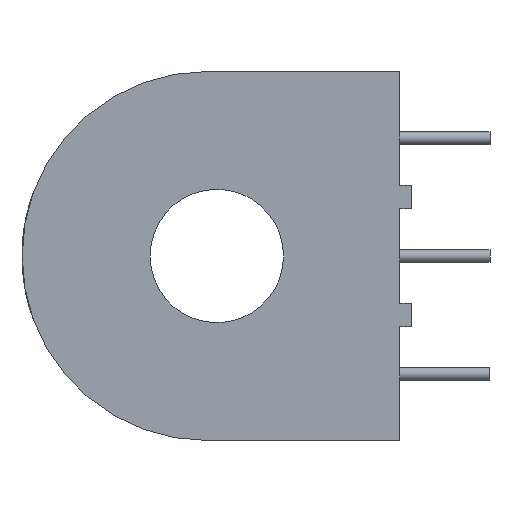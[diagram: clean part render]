
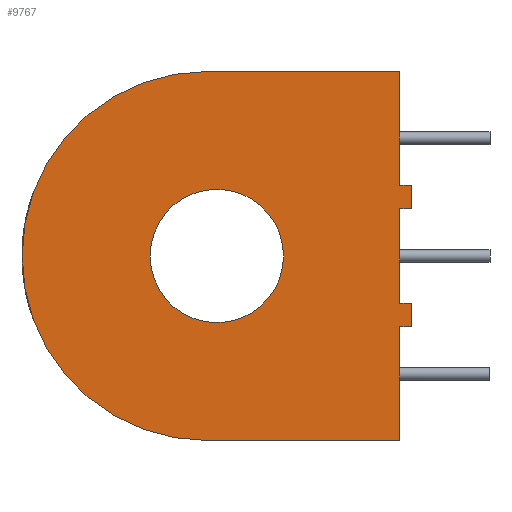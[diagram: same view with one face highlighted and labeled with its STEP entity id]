
A CAD part, left-side view. The second image highlights one B-rep face of the part: STEP entity #9767.
In plain terms, the highlighted planar face has unit normal (-1, 0, 0).
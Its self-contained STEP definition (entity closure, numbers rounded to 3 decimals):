
#143 = CARTESIAN_POINT ( 'NONE',  ( -6., -12.4, -4.5 ) ) ;
#208 = EDGE_CURVE ( 'NONE', #413, #12579, #3347, .T. ) ;
#269 = DIRECTION ( 'NONE',  ( 0., 1., 0. ) ) ;
#386 = EDGE_CURVE ( 'NONE', #13314, #10323, #5716, .T. ) ;
#413 = VERTEX_POINT ( 'NONE', #6842 ) ;
#827 = VERTEX_POINT ( 'NONE', #2212 ) ;
#875 = CARTESIAN_POINT ( 'NONE',  ( -6., -12.4, -3. ) ) ;
#1362 = CARTESIAN_POINT ( 'NONE',  ( -6., -11.65, 3. ) ) ;
#1365 = CARTESIAN_POINT ( 'NONE',  ( -6., -11.65, 11.75 ) ) ;
#1398 = CARTESIAN_POINT ( 'NONE',  ( -6., 0., 0. ) ) ;
#2079 = VECTOR ( 'NONE', #15652, 1000. ) ;
#2212 = CARTESIAN_POINT ( 'NONE',  ( -6., -12.4, -3. ) ) ;
#2237 = ORIENTED_EDGE ( 'NONE', *, *, #208, .F. ) ;
#2296 = CARTESIAN_POINT ( 'NONE',  ( -6., -11.65, -4.5 ) ) ;
#2508 = ORIENTED_EDGE ( 'NONE', *, *, #15745, .T. ) ;
#2569 = ORIENTED_EDGE ( 'NONE', *, *, #10773, .T. ) ;
#2705 = DIRECTION ( 'NONE',  ( 0., 0., -1. ) ) ;
#2885 = CARTESIAN_POINT ( 'NONE',  ( -6., -12.4, -4.5 ) ) ;
#2899 = CARTESIAN_POINT ( 'NONE',  ( -6., -11.65, 11.75 ) ) ;
#2932 = CARTESIAN_POINT ( 'NONE',  ( -6., -11.65, -11.75 ) ) ;
#3347 = LINE ( 'NONE', #10467, #13219 ) ;
#3955 = CARTESIAN_POINT ( 'NONE',  ( -6., -12.4, 4.5 ) ) ;
#4019 = VECTOR ( 'NONE', #8588, 1000. ) ;
#4468 = CARTESIAN_POINT ( 'NONE',  ( -6., 0.65, 0. ) ) ;
#4854 = LINE ( 'NONE', #14922, #11774 ) ;
#4931 = FACE_OUTER_BOUND ( 'NONE', #15689, .T. ) ;
#5039 = CARTESIAN_POINT ( 'NONE',  ( -6., -12.4, -3. ) ) ;
#5244 = LINE ( 'NONE', #2885, #12163 ) ;
#5490 = LINE ( 'NONE', #2899, #2079 ) ;
#5716 = LINE ( 'NONE', #6864, #13773 ) ;
#5740 = VERTEX_POINT ( 'NONE', #14842 ) ;
#5753 = DIRECTION ( 'NONE',  ( 0., 0., -1. ) ) ;
#6714 = EDGE_CURVE ( 'NONE', #9703, #10328, #4854, .T. ) ;
#6725 = AXIS2_PLACEMENT_3D ( 'NONE', #7429, #16326, #8745 ) ;
#6769 = VERTEX_POINT ( 'NONE', #16177 ) ;
#6842 = CARTESIAN_POINT ( 'NONE',  ( -6., -12.4, 3. ) ) ;
#6864 = CARTESIAN_POINT ( 'NONE',  ( -6., -11.65, -11.75 ) ) ;
#6920 = VECTOR ( 'NONE', #15364, 1000. ) ;
#7211 = CARTESIAN_POINT ( 'NONE',  ( -6., -11.65, -11.75 ) ) ;
#7255 = AXIS2_PLACEMENT_3D ( 'NONE', #1398, #10418, #2705 ) ;
#7277 = DIRECTION ( 'NONE',  ( 0., 1., 0. ) ) ;
#7295 = DIRECTION ( 'NONE',  ( 0., 0., -1. ) ) ;
#7298 = ORIENTED_EDGE ( 'NONE', *, *, #15343, .F. ) ;
#7326 = LINE ( 'NONE', #16362, #6920 ) ;
#7350 = CARTESIAN_POINT ( 'NONE',  ( -6., 0.65, 0. ) ) ;
#7381 = DIRECTION ( 'NONE',  ( 0., 0., -1. ) ) ;
#7429 = CARTESIAN_POINT ( 'NONE',  ( -6., 0., 0. ) ) ;
#7532 = EDGE_CURVE ( 'NONE', #827, #15059, #10886, .T. ) ;
#7629 = EDGE_CURVE ( 'NONE', #15602, #5740, #12311, .T. ) ;
#7811 = DIRECTION ( 'NONE',  ( 0., 1., 0. ) ) ;
#7969 = ORIENTED_EDGE ( 'NONE', *, *, #8141, .F. ) ;
#8003 = ORIENTED_EDGE ( 'NONE', *, *, #8111, .T. ) ;
#8072 = ORIENTED_EDGE ( 'NONE', *, *, #6714, .F. ) ;
#8091 = LINE ( 'NONE', #5039, #14863 ) ;
#8111 = EDGE_CURVE ( 'NONE', #9157, #10323, #8243, .T. ) ;
#8141 = EDGE_CURVE ( 'NONE', #12579, #8603, #14629, .T. ) ;
#8243 = LINE ( 'NONE', #12399, #11711 ) ;
#8306 = PLANE ( 'NONE',  #11175 ) ;
#8369 = FACE_BOUND ( 'NONE', #9262, .T. ) ;
#8588 = DIRECTION ( 'NONE',  ( 0., 0., -1. ) ) ;
#8603 = VERTEX_POINT ( 'NONE', #9873 ) ;
#8655 = DIRECTION ( 'NONE',  ( 0., 0., -1. ) ) ;
#8745 = DIRECTION ( 'NONE',  ( 0., 0., -1. ) ) ;
#9157 = VERTEX_POINT ( 'NONE', #3955 ) ;
#9163 = LINE ( 'NONE', #15004, #15902 ) ;
#9262 = EDGE_LOOP ( 'NONE', ( #14277, #2569 ) ) ;
#9703 = VERTEX_POINT ( 'NONE', #2932 ) ;
#9767 = ADVANCED_FACE ( 'NONE', ( #8369, #4931 ), #8306, .F. ) ;
#9873 = CARTESIAN_POINT ( 'NONE',  ( -6., -11.65, -3. ) ) ;
#9887 = VERTEX_POINT ( 'NONE', #2296 ) ;
#10107 = DIRECTION ( 'NONE',  ( 0., 1., 0. ) ) ;
#10323 = VERTEX_POINT ( 'NONE', #14779 ) ;
#10328 = VERTEX_POINT ( 'NONE', #13442 ) ;
#10418 = DIRECTION ( 'NONE',  ( 1., 0., 0. ) ) ;
#10467 = CARTESIAN_POINT ( 'NONE',  ( -6., -12.4, 3. ) ) ;
#10773 = EDGE_CURVE ( 'NONE', #5740, #15602, #15581, .T. ) ;
#10886 = LINE ( 'NONE', #875, #4019 ) ;
#11142 = DIRECTION ( 'NONE',  ( 0., 0., -1. ) ) ;
#11175 = AXIS2_PLACEMENT_3D ( 'NONE', #4468, #13479, #5753 ) ;
#11300 = VECTOR ( 'NONE', #11142, 1000. ) ;
#11550 = ORIENTED_EDGE ( 'NONE', *, *, #12563, .F. ) ;
#11711 = VECTOR ( 'NONE', #12186, 1000. ) ;
#11774 = VECTOR ( 'NONE', #7277, 1000. ) ;
#12163 = VECTOR ( 'NONE', #269, 1000. ) ;
#12186 = DIRECTION ( 'NONE',  ( 0., 1., 0. ) ) ;
#12311 = CIRCLE ( 'NONE', #6725, 4.25 ) ;
#12399 = CARTESIAN_POINT ( 'NONE',  ( -6., -12.4, 4.5 ) ) ;
#12563 = EDGE_CURVE ( 'NONE', #9157, #413, #7326, .T. ) ;
#12579 = VERTEX_POINT ( 'NONE', #1362 ) ;
#13219 = VECTOR ( 'NONE', #10107, 1000. ) ;
#13314 = VERTEX_POINT ( 'NONE', #1365 ) ;
#13442 = CARTESIAN_POINT ( 'NONE',  ( -6., 0.65, -11.75 ) ) ;
#13479 = DIRECTION ( 'NONE',  ( 1., 0., 0. ) ) ;
#13670 = ORIENTED_EDGE ( 'NONE', *, *, #386, .F. ) ;
#13773 = VECTOR ( 'NONE', #7295, 1000. ) ;
#14277 = ORIENTED_EDGE ( 'NONE', *, *, #7629, .T. ) ;
#14450 = EDGE_CURVE ( 'NONE', #9887, #9703, #9163, .T. ) ;
#14629 = LINE ( 'NONE', #7211, #11300 ) ;
#14779 = CARTESIAN_POINT ( 'NONE',  ( -6., -11.65, 4.5 ) ) ;
#14787 = CARTESIAN_POINT ( 'NONE',  ( -6., 0., -4.25 ) ) ;
#14842 = CARTESIAN_POINT ( 'NONE',  ( -6., 0., 4.25 ) ) ;
#14863 = VECTOR ( 'NONE', #7811, 1000. ) ;
#14922 = CARTESIAN_POINT ( 'NONE',  ( -6., -11.65, -11.75 ) ) ;
#15004 = CARTESIAN_POINT ( 'NONE',  ( -6., -11.65, -11.75 ) ) ;
#15059 = VERTEX_POINT ( 'NONE', #143 ) ;
#15343 = EDGE_CURVE ( 'NONE', #6769, #13314, #5490, .T. ) ;
#15364 = DIRECTION ( 'NONE',  ( 0., 0., -1. ) ) ;
#15444 = AXIS2_PLACEMENT_3D ( 'NONE', #7350, #16248, #8655 ) ;
#15526 = ORIENTED_EDGE ( 'NONE', *, *, #7532, .F. ) ;
#15558 = ORIENTED_EDGE ( 'NONE', *, *, #15844, .F. ) ;
#15581 = CIRCLE ( 'NONE', #7255, 4.25 ) ;
#15602 = VERTEX_POINT ( 'NONE', #14787 ) ;
#15652 = DIRECTION ( 'NONE',  ( 0., -1., 0. ) ) ;
#15689 = EDGE_LOOP ( 'NONE', ( #8072, #16038, #15558, #15526, #2508, #7969, #2237, #11550, #8003, #13670, #7298, #16161 ) ) ;
#15745 = EDGE_CURVE ( 'NONE', #827, #8603, #8091, .T. ) ;
#15844 = EDGE_CURVE ( 'NONE', #15059, #9887, #5244, .T. ) ;
#15902 = VECTOR ( 'NONE', #7381, 1000. ) ;
#15937 = EDGE_CURVE ( 'NONE', #10328, #6769, #16009, .T. ) ;
#16009 = CIRCLE ( 'NONE', #15444, 11.75 ) ;
#16038 = ORIENTED_EDGE ( 'NONE', *, *, #14450, .F. ) ;
#16161 = ORIENTED_EDGE ( 'NONE', *, *, #15937, .F. ) ;
#16177 = CARTESIAN_POINT ( 'NONE',  ( -6., 0.65, 11.75 ) ) ;
#16248 = DIRECTION ( 'NONE',  ( 1., 0., 0. ) ) ;
#16326 = DIRECTION ( 'NONE',  ( 1., 0., 0. ) ) ;
#16362 = CARTESIAN_POINT ( 'NONE',  ( -6., -12.4, 3. ) ) ;
